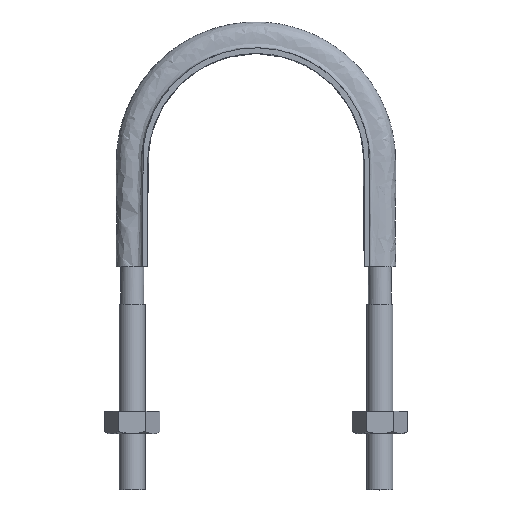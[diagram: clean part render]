
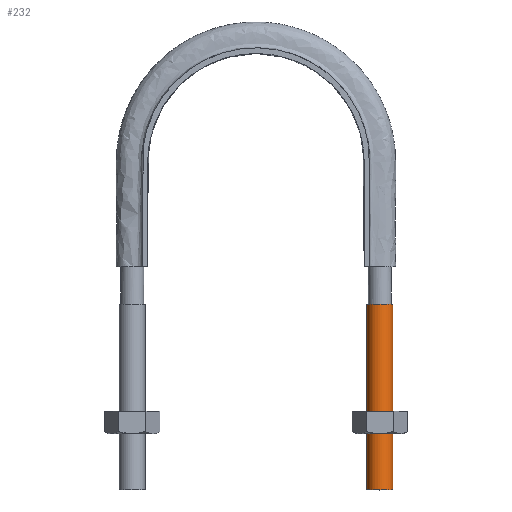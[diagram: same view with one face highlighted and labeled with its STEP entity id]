
A CAD part, top view. The second image highlights one B-rep face of the part: STEP entity #232.
In plain terms, the highlighted cylindrical face has radius 4.6 mm (diameter 9.2 mm), a full revolution.
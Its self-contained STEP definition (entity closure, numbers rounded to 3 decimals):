
#232 = ADVANCED_FACE( '', ( #328, #329 ), #330, .T. );
#328 = FACE_OUTER_BOUND( '', #1325, .T. );
#329 = FACE_OUTER_BOUND( '', #1326, .T. );
#330 = CYLINDRICAL_SURFACE( '', #1327, 4.6 );
#1325 = EDGE_LOOP( '', ( #1573 ) );
#1326 = EDGE_LOOP( '', ( #1574 ) );
#1327 = AXIS2_PLACEMENT_3D( '', #1575, #1576, #1577 );
#1573 = ORIENTED_EDGE( '', *, *, #2048, .T. );
#1574 = ORIENTED_EDGE( '', *, *, #2025, .F. );
#1575 = CARTESIAN_POINT( '', ( 44., 66., 0. ) );
#1576 = DIRECTION( '', ( 0., 1., 0. ) );
#1577 = DIRECTION( '', ( 1., 0., 0. ) );
#2025 = EDGE_CURVE( '', #2195, #2195, #2196, .T. );
#2048 = EDGE_CURVE( '', #2227, #2227, #2228, .T. );
#2195 = VERTEX_POINT( '', #2662 );
#2196 = CIRCLE( '', #2663, 4.6 );
#2227 = VERTEX_POINT( '', #2736 );
#2228 = CIRCLE( '', #2737, 4.6 );
#2662 = CARTESIAN_POINT( '', ( 48.6, 0., 0. ) );
#2663 = AXIS2_PLACEMENT_3D( '', #3100, #3101, #3102 );
#2736 = CARTESIAN_POINT( '', ( 48.6, 66., 0. ) );
#2737 = AXIS2_PLACEMENT_3D( '', #3127, #3128, #3129 );
#3100 = CARTESIAN_POINT( '', ( 44., 0., 0. ) );
#3101 = DIRECTION( '', ( 0., -1., 0. ) );
#3102 = DIRECTION( '', ( 1., 0., 0. ) );
#3127 = CARTESIAN_POINT( '', ( 44., 66., 0. ) );
#3128 = DIRECTION( '', ( 0., -1., 0. ) );
#3129 = DIRECTION( '', ( 1., 0., 0. ) );
